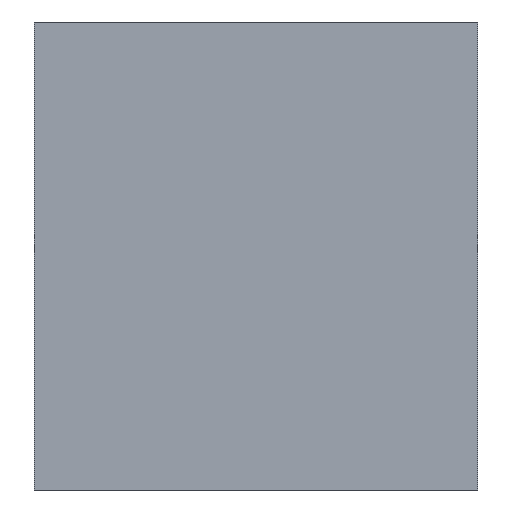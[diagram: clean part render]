
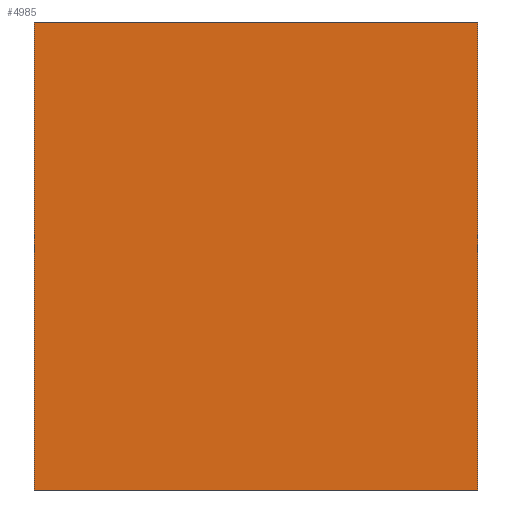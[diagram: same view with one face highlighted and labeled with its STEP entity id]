
A CAD part, front view. The second image highlights one B-rep face of the part: STEP entity #4985.
In plain terms, the highlighted planar face has unit normal (0, -1, 0).
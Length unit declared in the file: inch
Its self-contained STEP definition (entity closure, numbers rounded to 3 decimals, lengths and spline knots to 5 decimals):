
#138 = ORIENTED_EDGE ( 'NONE', *, *, #589, .F. ) ;
#174 = AXIS2_PLACEMENT_3D ( 'NONE', #4716, #2183, #5147 ) ;
#286 = VERTEX_POINT ( 'NONE', #1673 ) ;
#365 = VECTOR ( 'NONE', #3475, 39.37008 ) ;
#397 = DIRECTION ( 'NONE',  ( 0., 0., 1. ) ) ;
#589 = EDGE_CURVE ( 'NONE', #286, #1059, #2590, .T. ) ;
#1059 = VERTEX_POINT ( 'NONE', #3648 ) ;
#1302 = CARTESIAN_POINT ( 'NONE',  ( 0.17717, 0., 0.18701 ) ) ;
#1327 = VECTOR ( 'NONE', #5384, 39.37008 ) ;
#1347 = CARTESIAN_POINT ( 'NONE',  ( -0.17717, 0., 0.18701 ) ) ;
#1673 = CARTESIAN_POINT ( 'NONE',  ( 0.17717, 0., -0.18701 ) ) ;
#1768 = DIRECTION ( 'NONE',  ( 1., 0., 0. ) ) ;
#2183 = DIRECTION ( 'NONE',  ( 0., 1., 0. ) ) ;
#2191 = VECTOR ( 'NONE', #397, 39.37008 ) ;
#2590 = LINE ( 'NONE', #3689, #1327 ) ;
#3316 = LINE ( 'NONE', #4178, #2191 ) ;
#3475 = DIRECTION ( 'NONE',  ( 0., 0., -1. ) ) ;
#3556 = EDGE_CURVE ( 'NONE', #4138, #286, #4870, .T. ) ;
#3573 = CARTESIAN_POINT ( 'NONE',  ( -0.17717, 0., 0.18701 ) ) ;
#3648 = CARTESIAN_POINT ( 'NONE',  ( -0.17717, 0., -0.18701 ) ) ;
#3689 = CARTESIAN_POINT ( 'NONE',  ( -0.17717, 0., -0.18701 ) ) ;
#3909 = LINE ( 'NONE', #1347, #5038 ) ;
#4138 = VERTEX_POINT ( 'NONE', #1302 ) ;
#4178 = CARTESIAN_POINT ( 'NONE',  ( -0.17717, 0., -0.18701 ) ) ;
#4282 = CARTESIAN_POINT ( 'NONE',  ( 0.17717, 0., -0.18701 ) ) ;
#4340 = FACE_OUTER_BOUND ( 'NONE', #4646, .T. ) ;
#4646 = EDGE_LOOP ( 'NONE', ( #4912, #138, #4824, #5254 ) ) ;
#4681 = PLANE ( 'NONE',  #174 ) ;
#4716 = CARTESIAN_POINT ( 'NONE',  ( 0., 0., 0. ) ) ;
#4824 = ORIENTED_EDGE ( 'NONE', *, *, #3556, .F. ) ;
#4870 = LINE ( 'NONE', #4282, #365 ) ;
#4876 = EDGE_CURVE ( 'NONE', #1059, #5301, #3316, .T. ) ;
#4912 = ORIENTED_EDGE ( 'NONE', *, *, #4876, .F. ) ;
#4985 = ADVANCED_FACE ( 'NONE', ( #4340 ), #4681, .F. ) ;
#5038 = VECTOR ( 'NONE', #1768, 39.37008 ) ;
#5074 = EDGE_CURVE ( 'NONE', #5301, #4138, #3909, .T. ) ;
#5147 = DIRECTION ( 'NONE',  ( 0., 0., 1. ) ) ;
#5254 = ORIENTED_EDGE ( 'NONE', *, *, #5074, .F. ) ;
#5301 = VERTEX_POINT ( 'NONE', #3573 ) ;
#5384 = DIRECTION ( 'NONE',  ( -1., 0., 0. ) ) ;
